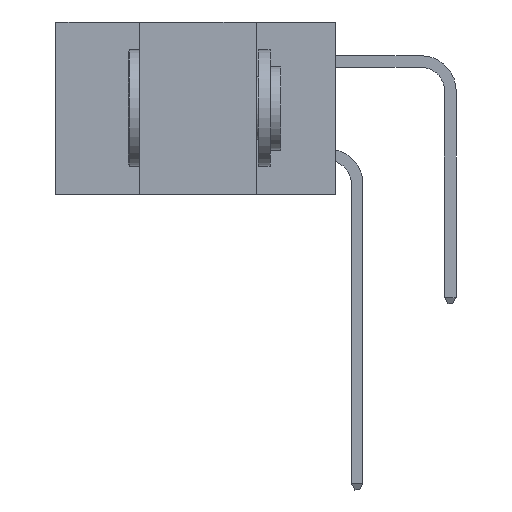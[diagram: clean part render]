
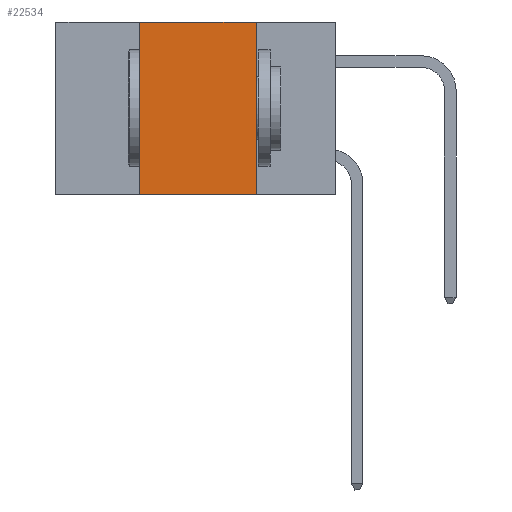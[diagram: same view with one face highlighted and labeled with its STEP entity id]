
A CAD part, left-side view. The second image highlights one B-rep face of the part: STEP entity #22534.
In plain terms, the highlighted planar face has unit normal (-1, 0, 0).
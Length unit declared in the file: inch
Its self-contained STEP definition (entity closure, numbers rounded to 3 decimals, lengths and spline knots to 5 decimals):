
#551 = VERTEX_POINT ( 'NONE', #14420 ) ;
#741 = VERTEX_POINT ( 'NONE', #26060 ) ;
#2472 = CARTESIAN_POINT ( 'NONE',  ( 0., 0.6, 0. ) ) ;
#3023 = VECTOR ( 'NONE', #10902, 39.37008 ) ;
#3070 = EDGE_LOOP ( 'NONE', ( #26365, #5623, #6273, #6914 ) ) ;
#3968 = CARTESIAN_POINT ( 'NONE',  ( 0., 0.42, -0.37 ) ) ;
#4531 = LINE ( 'NONE', #25750, #8824 ) ;
#4616 = VERTEX_POINT ( 'NONE', #3968 ) ;
#5394 = VERTEX_POINT ( 'NONE', #25013 ) ;
#5623 = ORIENTED_EDGE ( 'NONE', *, *, #20031, .F. ) ;
#6273 = ORIENTED_EDGE ( 'NONE', *, *, #23482, .F. ) ;
#6914 = ORIENTED_EDGE ( 'NONE', *, *, #18496, .T. ) ;
#8824 = VECTOR ( 'NONE', #15580, 39.37008 ) ;
#9350 = VECTOR ( 'NONE', #16011, 39.37008 ) ;
#9984 = LINE ( 'NONE', #21240, #3023 ) ;
#10879 = DIRECTION ( 'NONE',  ( 1., 0., 0. ) ) ;
#10902 = DIRECTION ( 'NONE',  ( 0., -1., 0. ) ) ;
#14420 = CARTESIAN_POINT ( 'NONE',  ( 0., 0.42, 0. ) ) ;
#15262 = EDGE_CURVE ( 'NONE', #741, #5394, #4531, .T. ) ;
#15580 = DIRECTION ( 'NONE',  ( 0., 0., -1. ) ) ;
#16011 = DIRECTION ( 'NONE',  ( 0., 0., 1. ) ) ;
#16633 = AXIS2_PLACEMENT_3D ( 'NONE', #21220, #10879, #25282 ) ;
#18496 = EDGE_CURVE ( 'NONE', #4616, #5394, #9984, .T. ) ;
#19148 = PLANE ( 'NONE',  #16633 ) ;
#19995 = VECTOR ( 'NONE', #23351, 39.37008 ) ;
#20031 = EDGE_CURVE ( 'NONE', #551, #741, #26020, .T. ) ;
#20049 = CARTESIAN_POINT ( 'NONE',  ( 0., 0.42, 0. ) ) ;
#20430 = LINE ( 'NONE', #20049, #9350 ) ;
#21220 = CARTESIAN_POINT ( 'NONE',  ( 0., 0.6, 0. ) ) ;
#21240 = CARTESIAN_POINT ( 'NONE',  ( 0., 0.6, -0.37 ) ) ;
#22382 = FACE_OUTER_BOUND ( 'NONE', #3070, .T. ) ;
#22534 = ADVANCED_FACE ( 'NONE', ( #22382 ), #19148, .F. ) ;
#23351 = DIRECTION ( 'NONE',  ( 0., -1., 0. ) ) ;
#23482 = EDGE_CURVE ( 'NONE', #4616, #551, #20430, .T. ) ;
#25013 = CARTESIAN_POINT ( 'NONE',  ( 0., 0.17, -0.37 ) ) ;
#25282 = DIRECTION ( 'NONE',  ( 0., 0., -1. ) ) ;
#25750 = CARTESIAN_POINT ( 'NONE',  ( 0., 0.17, 0. ) ) ;
#26020 = LINE ( 'NONE', #2472, #19995 ) ;
#26060 = CARTESIAN_POINT ( 'NONE',  ( 0., 0.17, 0. ) ) ;
#26365 = ORIENTED_EDGE ( 'NONE', *, *, #15262, .F. ) ;
